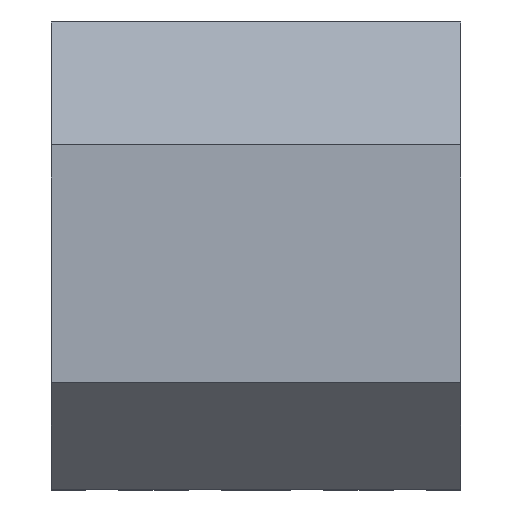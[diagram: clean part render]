
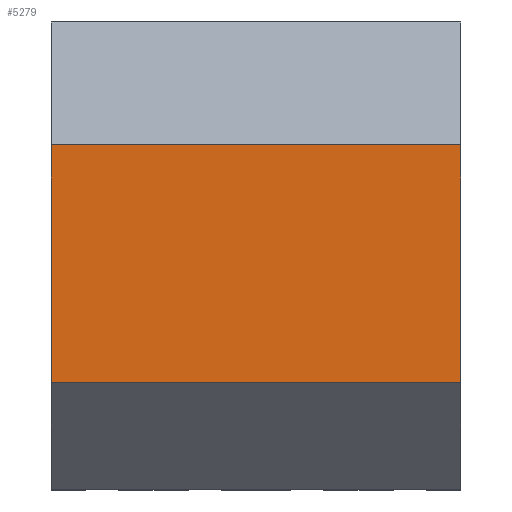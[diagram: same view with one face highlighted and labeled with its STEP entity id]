
A CAD part, top view. The second image highlights one B-rep face of the part: STEP entity #5279.
In plain terms, the highlighted planar face has unit normal (0, 0, 1).
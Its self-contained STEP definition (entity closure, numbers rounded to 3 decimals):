
#4280 = PLANE('',#4281);
#4281 = AXIS2_PLACEMENT_3D('',#4282,#4283,#4284);
#4282 = CARTESIAN_POINT('',(8.75,1.731,5.523));
#4283 = DIRECTION('',(1.,0.,0.));
#4284 = DIRECTION('',(0.,0.,1.));
#4334 = PLANE('',#4335);
#4335 = AXIS2_PLACEMENT_3D('',#4336,#4337,#4338);
#4336 = CARTESIAN_POINT('',(-1.25,1.731,5.523));
#4337 = DIRECTION('',(1.,0.,0.));
#4338 = DIRECTION('',(0.,0.,1.));
#4465 = PLANE('',#4466);
#4466 = AXIS2_PLACEMENT_3D('',#4467,#4468,#4469);
#4467 = CARTESIAN_POINT('',(-1.25,8.4,8.5));
#4468 = DIRECTION('',(0.,-0.447,-0.894));
#4469 = DIRECTION('',(0.,-0.894,0.447));
#4504 = VERTEX_POINT('',#4505);
#4505 = CARTESIAN_POINT('',(-1.25,5.4,10.));
#4526 = EDGE_CURVE('',#4504,#4527,#4529,.T.);
#4527 = VERTEX_POINT('',#4528);
#4528 = CARTESIAN_POINT('',(-1.25,-0.4,10.));
#4529 = SURFACE_CURVE('',#4530,(#4534,#4541),.PCURVE_S1.);
#4530 = LINE('',#4531,#4532);
#4531 = CARTESIAN_POINT('',(-1.25,5.4,10.));
#4532 = VECTOR('',#4533,1.);
#4533 = DIRECTION('',(0.,-1.,0.));
#4534 = PCURVE('',#4334,#4535);
#4535 = DEFINITIONAL_REPRESENTATION('',(#4536),#4540);
#4536 = LINE('',#4537,#4538);
#4537 = CARTESIAN_POINT('',(4.477,-3.669));
#4538 = VECTOR('',#4539,1.);
#4539 = DIRECTION('',(0.,1.));
#4540 = ( GEOMETRIC_REPRESENTATION_CONTEXT(2) 
PARAMETRIC_REPRESENTATION_CONTEXT() REPRESENTATION_CONTEXT('2D SPACE',''
  ) );
#4541 = PCURVE('',#4542,#4547);
#4542 = PLANE('',#4543);
#4543 = AXIS2_PLACEMENT_3D('',#4544,#4545,#4546);
#4544 = CARTESIAN_POINT('',(-1.25,5.4,10.));
#4545 = DIRECTION('',(0.,0.,-1.));
#4546 = DIRECTION('',(0.,-1.,0.));
#4547 = DEFINITIONAL_REPRESENTATION('',(#4548),#4552);
#4548 = LINE('',#4549,#4550);
#4549 = CARTESIAN_POINT('',(0.,-0.));
#4550 = VECTOR('',#4551,1.);
#4551 = DIRECTION('',(1.,0.));
#4552 = ( GEOMETRIC_REPRESENTATION_CONTEXT(2) 
PARAMETRIC_REPRESENTATION_CONTEXT() REPRESENTATION_CONTEXT('2D SPACE',''
  ) );
#4570 = PLANE('',#4571);
#4571 = AXIS2_PLACEMENT_3D('',#4572,#4573,#4574);
#4572 = CARTESIAN_POINT('',(-1.25,-0.4,10.));
#4573 = DIRECTION('',(0.,0.707,-0.707));
#4574 = DIRECTION('',(0.,-0.707,-0.707));
#4666 = VERTEX_POINT('',#4667);
#4667 = CARTESIAN_POINT('',(8.75,5.4,10.));
#4688 = EDGE_CURVE('',#4666,#4689,#4691,.T.);
#4689 = VERTEX_POINT('',#4690);
#4690 = CARTESIAN_POINT('',(8.75,-0.4,10.));
#4691 = SURFACE_CURVE('',#4692,(#4696,#4703),.PCURVE_S1.);
#4692 = LINE('',#4693,#4694);
#4693 = CARTESIAN_POINT('',(8.75,5.4,10.));
#4694 = VECTOR('',#4695,1.);
#4695 = DIRECTION('',(0.,-1.,0.));
#4696 = PCURVE('',#4280,#4697);
#4697 = DEFINITIONAL_REPRESENTATION('',(#4698),#4702);
#4698 = LINE('',#4699,#4700);
#4699 = CARTESIAN_POINT('',(4.477,-3.669));
#4700 = VECTOR('',#4701,1.);
#4701 = DIRECTION('',(0.,1.));
#4702 = ( GEOMETRIC_REPRESENTATION_CONTEXT(2) 
PARAMETRIC_REPRESENTATION_CONTEXT() REPRESENTATION_CONTEXT('2D SPACE',''
  ) );
#4703 = PCURVE('',#4542,#4704);
#4704 = DEFINITIONAL_REPRESENTATION('',(#4705),#4709);
#4705 = LINE('',#4706,#4707);
#4706 = CARTESIAN_POINT('',(0.,-10.));
#4707 = VECTOR('',#4708,1.);
#4708 = DIRECTION('',(1.,0.));
#4709 = ( GEOMETRIC_REPRESENTATION_CONTEXT(2) 
PARAMETRIC_REPRESENTATION_CONTEXT() REPRESENTATION_CONTEXT('2D SPACE',''
  ) );
#5258 = EDGE_CURVE('',#4504,#4666,#5259,.T.);
#5259 = SURFACE_CURVE('',#5260,(#5264,#5271),.PCURVE_S1.);
#5260 = LINE('',#5261,#5262);
#5261 = CARTESIAN_POINT('',(-1.25,5.4,10.));
#5262 = VECTOR('',#5263,1.);
#5263 = DIRECTION('',(1.,0.,0.));
#5264 = PCURVE('',#4465,#5265);
#5265 = DEFINITIONAL_REPRESENTATION('',(#5266),#5270);
#5266 = LINE('',#5267,#5268);
#5267 = CARTESIAN_POINT('',(3.354,0.));
#5268 = VECTOR('',#5269,1.);
#5269 = DIRECTION('',(0.,-1.));
#5270 = ( GEOMETRIC_REPRESENTATION_CONTEXT(2) 
PARAMETRIC_REPRESENTATION_CONTEXT() REPRESENTATION_CONTEXT('2D SPACE',''
  ) );
#5271 = PCURVE('',#4542,#5272);
#5272 = DEFINITIONAL_REPRESENTATION('',(#5273),#5277);
#5273 = LINE('',#5274,#5275);
#5274 = CARTESIAN_POINT('',(0.,-0.));
#5275 = VECTOR('',#5276,1.);
#5276 = DIRECTION('',(0.,-1.));
#5277 = ( GEOMETRIC_REPRESENTATION_CONTEXT(2) 
PARAMETRIC_REPRESENTATION_CONTEXT() REPRESENTATION_CONTEXT('2D SPACE',''
  ) );
#5279 = ADVANCED_FACE('',(#5280),#4542,.F.);
#5280 = FACE_BOUND('',#5281,.F.);
#5281 = EDGE_LOOP('',(#5282,#5283,#5284,#5305));
#5282 = ORIENTED_EDGE('',*,*,#5258,.T.);
#5283 = ORIENTED_EDGE('',*,*,#4688,.T.);
#5284 = ORIENTED_EDGE('',*,*,#5285,.F.);
#5285 = EDGE_CURVE('',#4527,#4689,#5286,.T.);
#5286 = SURFACE_CURVE('',#5287,(#5291,#5298),.PCURVE_S1.);
#5287 = LINE('',#5288,#5289);
#5288 = CARTESIAN_POINT('',(-1.25,-0.4,10.));
#5289 = VECTOR('',#5290,1.);
#5290 = DIRECTION('',(1.,0.,0.));
#5291 = PCURVE('',#4542,#5292);
#5292 = DEFINITIONAL_REPRESENTATION('',(#5293),#5297);
#5293 = LINE('',#5294,#5295);
#5294 = CARTESIAN_POINT('',(5.8,0.));
#5295 = VECTOR('',#5296,1.);
#5296 = DIRECTION('',(0.,-1.));
#5297 = ( GEOMETRIC_REPRESENTATION_CONTEXT(2) 
PARAMETRIC_REPRESENTATION_CONTEXT() REPRESENTATION_CONTEXT('2D SPACE',''
  ) );
#5298 = PCURVE('',#4570,#5299);
#5299 = DEFINITIONAL_REPRESENTATION('',(#5300),#5304);
#5300 = LINE('',#5301,#5302);
#5301 = CARTESIAN_POINT('',(0.,0.));
#5302 = VECTOR('',#5303,1.);
#5303 = DIRECTION('',(0.,-1.));
#5304 = ( GEOMETRIC_REPRESENTATION_CONTEXT(2) 
PARAMETRIC_REPRESENTATION_CONTEXT() REPRESENTATION_CONTEXT('2D SPACE',''
  ) );
#5305 = ORIENTED_EDGE('',*,*,#4526,.F.);
